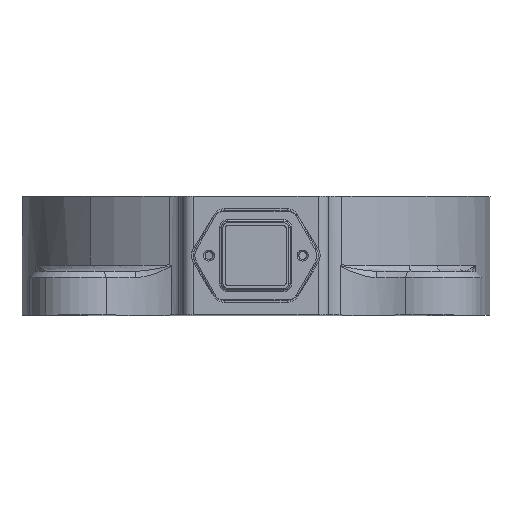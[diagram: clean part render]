
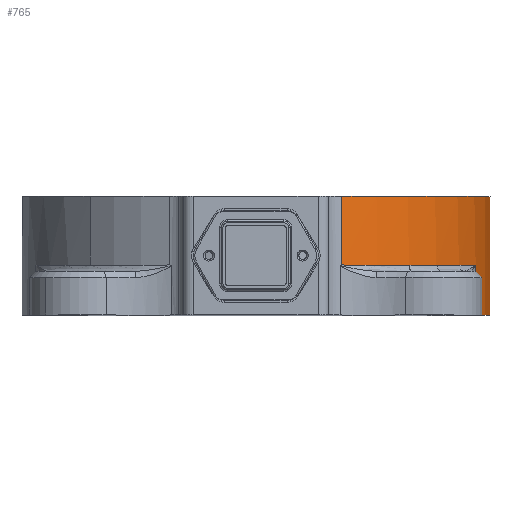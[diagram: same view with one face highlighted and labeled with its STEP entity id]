
A CAD part, top view. The second image highlights one B-rep face of the part: STEP entity #765.
In plain terms, the highlighted cylindrical face has radius 75 mm (diameter 150 mm), a partial arc.
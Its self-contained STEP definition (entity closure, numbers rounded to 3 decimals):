
#11 = ORIENTED_EDGE ( 'NONE', *, *, #6424, .T. ) ;
#17 = FACE_OUTER_BOUND ( 'NONE', #1787, .T. ) ;
#180 = EDGE_CURVE ( 'NONE', #1142, #1886, #4778, .T. ) ;
#209 = DIRECTION ( 'NONE',  ( 0.707, 0., -0.707 ) ) ;
#386 = LINE ( 'NONE', #2658, #406 ) ;
#406 = VECTOR ( 'NONE', #7218, 1000. ) ;
#457 = CARTESIAN_POINT ( 'NONE',  ( 70.349, 16., -26. ) ) ;
#498 = DIRECTION ( 'NONE',  ( 0.707, 0., -0.707 ) ) ;
#522 = AXIS2_PLACEMENT_3D ( 'NONE', #3942, #6197, #6126 ) ;
#534 = CIRCLE ( 'NONE', #3254, 75. ) ;
#651 = VERTEX_POINT ( 'NONE', #3059 ) ;
#712 = ORIENTED_EDGE ( 'NONE', *, *, #5614, .T. ) ;
#765 = ADVANCED_FACE ( 'NONE', ( #17 ), #4551, .T. ) ;
#1142 = VERTEX_POINT ( 'NONE', #4760 ) ;
#1212 = VECTOR ( 'NONE', #6500, 1000. ) ;
#1219 = CARTESIAN_POINT ( 'NONE',  ( 53.033, 0., -53.033 ) ) ;
#1544 = CARTESIAN_POINT ( 'NONE',  ( 0., 0., 0. ) ) ;
#1669 = CARTESIAN_POINT ( 'NONE',  ( 27.522, 38., 69.768 ) ) ;
#1713 = VERTEX_POINT ( 'NONE', #4989 ) ;
#1787 = EDGE_LOOP ( 'NONE', ( #3480, #712, #2786, #4288, #4093, #11, #3760, #4636 ) ) ;
#1822 = CARTESIAN_POINT ( 'NONE',  ( 0., 16., 0. ) ) ;
#1886 = VERTEX_POINT ( 'NONE', #4497 ) ;
#1891 = DIRECTION ( 'NONE',  ( 0., 1., 0. ) ) ;
#1987 = EDGE_CURVE ( 'NONE', #5806, #1713, #5164, .T. ) ;
#2189 = CIRCLE ( 'NONE', #522, 75. ) ;
#2406 = CARTESIAN_POINT ( 'NONE',  ( 27.522, 16., 69.768 ) ) ;
#2513 = CIRCLE ( 'NONE', #6416, 75. ) ;
#2552 = CARTESIAN_POINT ( 'NONE',  ( 0., 16., 0. ) ) ;
#2658 = CARTESIAN_POINT ( 'NONE',  ( 27.522, 88.504, 69.768 ) ) ;
#2746 = VERTEX_POINT ( 'NONE', #1669 ) ;
#2786 = ORIENTED_EDGE ( 'NONE', *, *, #6432, .T. ) ;
#2978 = EDGE_CURVE ( 'NONE', #5150, #1886, #2513, .T. ) ;
#3027 = DIRECTION ( 'NONE',  ( 0., 1., 0. ) ) ;
#3059 = CARTESIAN_POINT ( 'NONE',  ( 70.349, 0., -26. ) ) ;
#3252 = DIRECTION ( 'NONE',  ( 0., 1., 0. ) ) ;
#3254 = AXIS2_PLACEMENT_3D ( 'NONE', #1544, #3252, #4962 ) ;
#3310 = VERTEX_POINT ( 'NONE', #2406 ) ;
#3480 = ORIENTED_EDGE ( 'NONE', *, *, #180, .F. ) ;
#3489 = DIRECTION ( 'NONE',  ( 0., -1., 0. ) ) ;
#3736 = CIRCLE ( 'NONE', #5974, 75. ) ;
#3756 = EDGE_CURVE ( 'NONE', #651, #5150, #5978, .T. ) ;
#3760 = ORIENTED_EDGE ( 'NONE', *, *, #3756, .T. ) ;
#3942 = CARTESIAN_POINT ( 'NONE',  ( 0., 38., 0. ) ) ;
#4093 = ORIENTED_EDGE ( 'NONE', *, *, #1987, .T. ) ;
#4153 = DIRECTION ( 'NONE',  ( 0.707, 0., -0.707 ) ) ;
#4288 = ORIENTED_EDGE ( 'NONE', *, *, #6303, .T. ) ;
#4343 = AXIS2_PLACEMENT_3D ( 'NONE', #4993, #6809, #498 ) ;
#4497 = CARTESIAN_POINT ( 'NONE',  ( 53.033, 16., -53.033 ) ) ;
#4551 = CYLINDRICAL_SURFACE ( 'NONE', #4343, 75. ) ;
#4571 = VECTOR ( 'NONE', #3489, 1000. ) ;
#4636 = ORIENTED_EDGE ( 'NONE', *, *, #2978, .T. ) ;
#4760 = CARTESIAN_POINT ( 'NONE',  ( 53.033, 38., -53.033 ) ) ;
#4778 = LINE ( 'NONE', #1219, #4571 ) ;
#4800 = CARTESIAN_POINT ( 'NONE',  ( 70.349, -0.001, -26. ) ) ;
#4950 = VECTOR ( 'NONE', #5756, 1000. ) ;
#4962 = DIRECTION ( 'NONE',  ( 0.707, 0., -0.707 ) ) ;
#4989 = CARTESIAN_POINT ( 'NONE',  ( 70.349, 0., 26. ) ) ;
#4993 = CARTESIAN_POINT ( 'NONE',  ( 0., 0., 0. ) ) ;
#5150 = VERTEX_POINT ( 'NONE', #457 ) ;
#5164 = LINE ( 'NONE', #6200, #4950 ) ;
#5614 = EDGE_CURVE ( 'NONE', #1142, #2746, #2189, .T. ) ;
#5756 = DIRECTION ( 'NONE',  ( 0., -1., 0. ) ) ;
#5806 = VERTEX_POINT ( 'NONE', #6238 ) ;
#5974 = AXIS2_PLACEMENT_3D ( 'NONE', #2552, #3027, #209 ) ;
#5978 = LINE ( 'NONE', #4800, #1212 ) ;
#6126 = DIRECTION ( 'NONE',  ( 1., 0., 0. ) ) ;
#6197 = DIRECTION ( 'NONE',  ( 0., -1., 0. ) ) ;
#6200 = CARTESIAN_POINT ( 'NONE',  ( 70.349, 0., 26. ) ) ;
#6238 = CARTESIAN_POINT ( 'NONE',  ( 70.349, 16., 26. ) ) ;
#6303 = EDGE_CURVE ( 'NONE', #3310, #5806, #3736, .T. ) ;
#6416 = AXIS2_PLACEMENT_3D ( 'NONE', #1822, #1891, #4153 ) ;
#6424 = EDGE_CURVE ( 'NONE', #1713, #651, #534, .T. ) ;
#6432 = EDGE_CURVE ( 'NONE', #2746, #3310, #386, .T. ) ;
#6500 = DIRECTION ( 'NONE',  ( 0., 1., 0. ) ) ;
#6809 = DIRECTION ( 'NONE',  ( 0., -1., 0. ) ) ;
#7218 = DIRECTION ( 'NONE',  ( 0., -1., 0. ) ) ;
